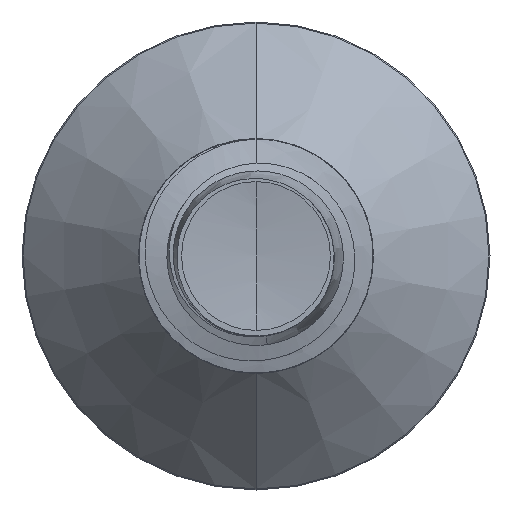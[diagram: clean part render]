
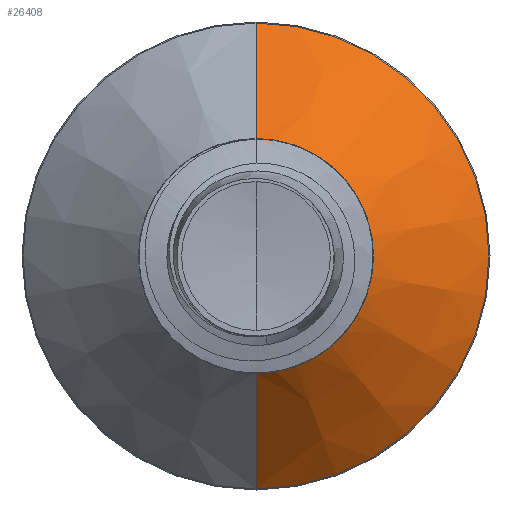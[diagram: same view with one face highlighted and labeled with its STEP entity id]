
A CAD part, front view. The second image highlights one B-rep face of the part: STEP entity #26408.
In plain terms, the highlighted conical face has half-angle 45 degrees and reference radius 1.256 mm.
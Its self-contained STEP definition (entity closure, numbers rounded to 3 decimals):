
#5 = ORIENTED_EDGE ( 'NONE', *, *, #30155, .F. ) ;
#261 = LINE ( 'NONE', #25903, #7176 ) ;
#1752 = CARTESIAN_POINT ( 'NONE',  ( 0., 11.939, 2.489 ) ) ;
#2065 = CARTESIAN_POINT ( 'NONE',  ( 0., 10.706, -1.256 ) ) ;
#2911 = ORIENTED_EDGE ( 'NONE', *, *, #3881, .F. ) ;
#3324 = CARTESIAN_POINT ( 'NONE',  ( 0., 11.939, -2.489 ) ) ;
#3881 = EDGE_CURVE ( 'NONE', #26873, #9106, #28684, .T. ) ;
#4340 = CONICAL_SURFACE ( 'NONE', #11565, 1.256, 0.785 ) ;
#4679 = CARTESIAN_POINT ( 'NONE',  ( 0., 11.939, 0. ) ) ;
#5143 = FACE_OUTER_BOUND ( 'NONE', #9983, .T. ) ;
#6720 = ORIENTED_EDGE ( 'NONE', *, *, #28950, .T. ) ;
#7176 = VECTOR ( 'NONE', #10811, 1000. ) ;
#7301 = DIRECTION ( 'NONE',  ( 0., 0., 1. ) ) ;
#8601 = VERTEX_POINT ( 'NONE', #2065 ) ;
#8771 = DIRECTION ( 'NONE',  ( 0., 0.707, 0.707 ) ) ;
#9106 = VERTEX_POINT ( 'NONE', #3324 ) ;
#9983 = EDGE_LOOP ( 'NONE', ( #24417, #6720, #2911, #5 ) ) ;
#10811 = DIRECTION ( 'NONE',  ( 0., 0.707, -0.707 ) ) ;
#11565 = AXIS2_PLACEMENT_3D ( 'NONE', #31896, #19410, #14353 ) ;
#12042 = VERTEX_POINT ( 'NONE', #16673 ) ;
#13197 = DIRECTION ( 'NONE',  ( 0., 1., 0. ) ) ;
#14353 = DIRECTION ( 'NONE',  ( 0., 0., 1. ) ) ;
#16673 = CARTESIAN_POINT ( 'NONE',  ( 0., 10.706, 1.256 ) ) ;
#17380 = AXIS2_PLACEMENT_3D ( 'NONE', #4679, #22421, #7301 ) ;
#18496 = AXIS2_PLACEMENT_3D ( 'NONE', #28270, #13197, #30753 ) ;
#19410 = DIRECTION ( 'NONE',  ( 0., 1., 0. ) ) ;
#19639 = EDGE_CURVE ( 'NONE', #12042, #8601, #20292, .T. ) ;
#20292 = CIRCLE ( 'NONE', #18496, 1.256 ) ;
#21350 = CARTESIAN_POINT ( 'NONE',  ( 0., 10.706, 1.256 ) ) ;
#22421 = DIRECTION ( 'NONE',  ( 0., 1., 0. ) ) ;
#24183 = VECTOR ( 'NONE', #8771, 1000. ) ;
#24417 = ORIENTED_EDGE ( 'NONE', *, *, #19639, .T. ) ;
#25903 = CARTESIAN_POINT ( 'NONE',  ( 0., 10.706, -1.256 ) ) ;
#26408 = ADVANCED_FACE ( 'NONE', ( #5143 ), #4340, .T. ) ;
#26873 = VERTEX_POINT ( 'NONE', #1752 ) ;
#28270 = CARTESIAN_POINT ( 'NONE',  ( 0., 10.706, 0. ) ) ;
#28684 = CIRCLE ( 'NONE', #17380, 2.489 ) ;
#28950 = EDGE_CURVE ( 'NONE', #8601, #9106, #261, .T. ) ;
#30155 = EDGE_CURVE ( 'NONE', #12042, #26873, #30851, .T. ) ;
#30753 = DIRECTION ( 'NONE',  ( 0., 0., 1. ) ) ;
#30851 = LINE ( 'NONE', #21350, #24183 ) ;
#31896 = CARTESIAN_POINT ( 'NONE',  ( 0., 10.706, 0. ) ) ;
